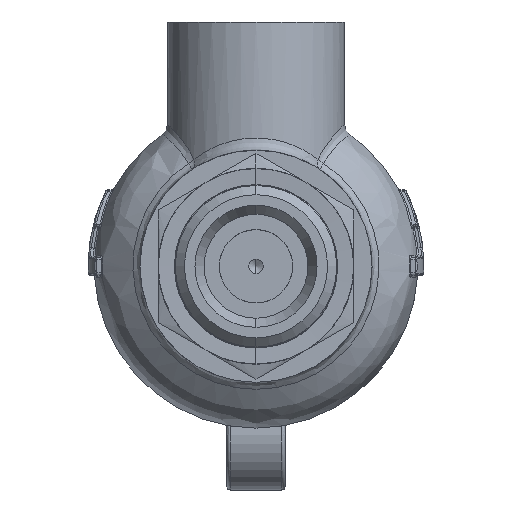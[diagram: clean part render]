
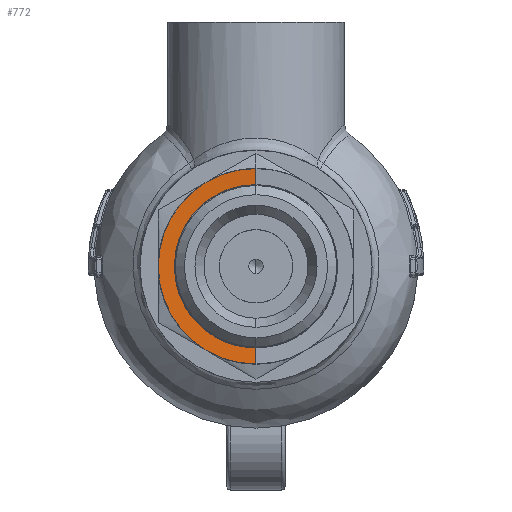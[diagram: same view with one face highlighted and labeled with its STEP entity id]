
A CAD part, front view. The second image highlights one B-rep face of the part: STEP entity #772.
In plain terms, the highlighted conical face has half-angle 87 degrees and reference radius 16 mm.
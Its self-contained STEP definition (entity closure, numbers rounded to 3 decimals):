
#772 = ADVANCED_FACE ( 'NONE', ( #12197 ), #70954, .F. ) ;
#4463 = ORIENTED_EDGE ( 'NONE', *, *, #81216, .F. ) ;
#4567 = EDGE_CURVE ( 'NONE', #41572, #31397, #20493, .T. ) ;
#6532 = DIRECTION ( 'NONE',  ( 0., -1., 0. ) ) ;
#7833 = CARTESIAN_POINT ( 'NONE',  ( 0., -15.363, 13.378 ) ) ;
#10930 = CIRCLE ( 'NONE', #46466, 13.378 ) ;
#12197 = FACE_OUTER_BOUND ( 'NONE', #40528, .T. ) ;
#12852 = CARTESIAN_POINT ( 'NONE',  ( 0., -15.5, 16. ) ) ;
#16365 = ORIENTED_EDGE ( 'NONE', *, *, #58276, .F. ) ;
#17742 = EDGE_CURVE ( 'NONE', #67929, #77994, #10930, .T. ) ;
#20493 = LINE ( 'NONE', #24254, #81436 ) ;
#22298 = ORIENTED_EDGE ( 'NONE', *, *, #17742, .F. ) ;
#22972 = CARTESIAN_POINT ( 'NONE',  ( 0., -15.5, -16. ) ) ;
#23438 = CARTESIAN_POINT ( 'NONE',  ( 0., -15.363, -13.378 ) ) ;
#24254 = CARTESIAN_POINT ( 'NONE',  ( 0., -15.5, 16. ) ) ;
#24383 = CARTESIAN_POINT ( 'NONE',  ( 0., -15.5, 0. ) ) ;
#25529 = DIRECTION ( 'NONE',  ( 0., 1., 0. ) ) ;
#27861 = LINE ( 'NONE', #22972, #55140 ) ;
#31397 = VERTEX_POINT ( 'NONE', #12852 ) ;
#31412 = CARTESIAN_POINT ( 'NONE',  ( 0., -15.363, 0. ) ) ;
#32707 = CARTESIAN_POINT ( 'NONE',  ( -13.378, -15.363, 0. ) ) ;
#36682 = ORIENTED_EDGE ( 'NONE', *, *, #4567, .T. ) ;
#37247 = DIRECTION ( 'NONE',  ( 0., -0.052, -0.999 ) ) ;
#38715 = DIRECTION ( 'NONE',  ( 1., 0., 0. ) ) ;
#39243 = CARTESIAN_POINT ( 'NONE',  ( 0., -15.5, 0. ) ) ;
#40528 = EDGE_LOOP ( 'NONE', ( #4463, #36682, #48009, #16365, #22298 ) ) ;
#41572 = VERTEX_POINT ( 'NONE', #7833 ) ;
#42091 = DIRECTION ( 'NONE',  ( 1., 0., 0. ) ) ;
#42943 = AXIS2_PLACEMENT_3D ( 'NONE', #39243, #25529, #76052 ) ;
#45411 = DIRECTION ( 'NONE',  ( 0., -1., 0. ) ) ;
#46466 = AXIS2_PLACEMENT_3D ( 'NONE', #68606, #6532, #42091 ) ;
#48009 = ORIENTED_EDGE ( 'NONE', *, *, #63884, .F. ) ;
#55140 = VECTOR ( 'NONE', #37247, 1000. ) ;
#58276 = EDGE_CURVE ( 'NONE', #77994, #59103, #27861, .T. ) ;
#59103 = VERTEX_POINT ( 'NONE', #86091 ) ;
#63884 = EDGE_CURVE ( 'NONE', #59103, #31397, #79628, .T. ) ;
#65398 = DIRECTION ( 'NONE',  ( 0., -0.052, 0.999 ) ) ;
#66401 = DIRECTION ( 'NONE',  ( 0., -1., 0. ) ) ;
#67929 = VERTEX_POINT ( 'NONE', #32707 ) ;
#68606 = CARTESIAN_POINT ( 'NONE',  ( 0., -15.363, 0. ) ) ;
#70954 = CONICAL_SURFACE ( 'NONE', #81302, 16., 1.518 ) ;
#73098 = DIRECTION ( 'NONE',  ( 0., 0., -1. ) ) ;
#76052 = DIRECTION ( 'NONE',  ( 0., 0., 1. ) ) ;
#77994 = VERTEX_POINT ( 'NONE', #23438 ) ;
#79628 = CIRCLE ( 'NONE', #42943, 16. ) ;
#80121 = CIRCLE ( 'NONE', #84578, 13.378 ) ;
#81216 = EDGE_CURVE ( 'NONE', #41572, #67929, #80121, .T. ) ;
#81302 = AXIS2_PLACEMENT_3D ( 'NONE', #24383, #66401, #73098 ) ;
#81436 = VECTOR ( 'NONE', #65398, 1000. ) ;
#84578 = AXIS2_PLACEMENT_3D ( 'NONE', #31412, #45411, #38715 ) ;
#86091 = CARTESIAN_POINT ( 'NONE',  ( 0., -15.5, -16. ) ) ;
